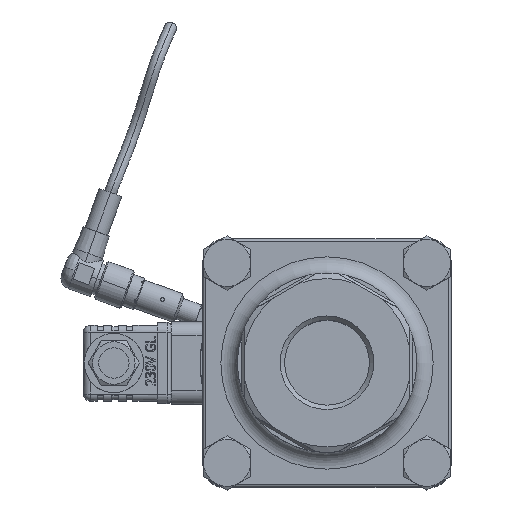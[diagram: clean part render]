
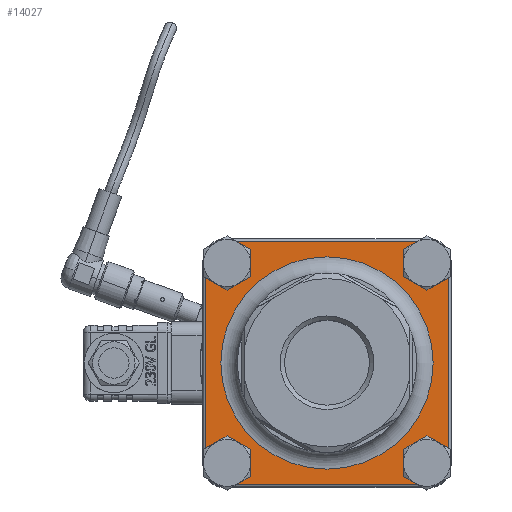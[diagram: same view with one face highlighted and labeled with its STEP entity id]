
A CAD part, top view. The second image highlights one B-rep face of the part: STEP entity #14027.
In plain terms, the highlighted planar face has unit normal (0, 0, 1).
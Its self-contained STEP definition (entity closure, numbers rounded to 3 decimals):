
#1005=FACE_BOUND('',#1985,.T.);
#1178=FACE_OUTER_BOUND('',#1984,.T.);
#1984=EDGE_LOOP('',(#9187,#9188,#9189,#9190,#9191,#9192,#9193,#9194,#9195,
#9196));
#1985=EDGE_LOOP('',(#9197));
#2810=LINE('',#19966,#3856);
#2811=LINE('',#19972,#3857);
#2812=LINE('',#19978,#3858);
#2813=LINE('',#19981,#3859);
#3856=VECTOR('',#16388,10.);
#3857=VECTOR('',#16393,10.);
#3858=VECTOR('',#16398,10.);
#3859=VECTOR('',#16401,10.);
#4916=CIRCLE('',#14952,7.8);
#4919=CIRCLE('',#14957,7.8);
#4920=CIRCLE('',#14958,7.8);
#4921=CIRCLE('',#14959,7.8);
#4922=CIRCLE('',#14960,7.8);
#4923=CIRCLE('',#14961,7.8);
#4924=CIRCLE('',#14962,38.5);
#5416=VERTEX_POINT('',#19844);
#5420=VERTEX_POINT('',#19852);
#5445=VERTEX_POINT('',#19965);
#5446=VERTEX_POINT('',#19967);
#5447=VERTEX_POINT('',#19969);
#5448=VERTEX_POINT('',#19971);
#5449=VERTEX_POINT('',#19973);
#5450=VERTEX_POINT('',#19975);
#5451=VERTEX_POINT('',#19977);
#5452=VERTEX_POINT('',#19979);
#5453=VERTEX_POINT('',#19982);
#6880=EDGE_CURVE('',#5420,#5416,#4916,.T.);
#6884=EDGE_CURVE('',#5445,#5416,#2810,.T.);
#6885=EDGE_CURVE('',#5445,#5446,#4919,.T.);
#6886=EDGE_CURVE('',#5446,#5447,#4920,.T.);
#6887=EDGE_CURVE('',#5448,#5447,#2811,.T.);
#6888=EDGE_CURVE('',#5448,#5449,#4921,.T.);
#6889=EDGE_CURVE('',#5449,#5450,#4922,.T.);
#6890=EDGE_CURVE('',#5451,#5450,#2812,.T.);
#6891=EDGE_CURVE('',#5451,#5452,#4923,.T.);
#6892=EDGE_CURVE('',#5420,#5452,#2813,.T.);
#6893=EDGE_CURVE('',#5453,#5453,#4924,.T.);
#9187=ORIENTED_EDGE('',*,*,#6880,.T.);
#9188=ORIENTED_EDGE('',*,*,#6884,.F.);
#9189=ORIENTED_EDGE('',*,*,#6885,.T.);
#9190=ORIENTED_EDGE('',*,*,#6886,.T.);
#9191=ORIENTED_EDGE('',*,*,#6887,.F.);
#9192=ORIENTED_EDGE('',*,*,#6888,.T.);
#9193=ORIENTED_EDGE('',*,*,#6889,.T.);
#9194=ORIENTED_EDGE('',*,*,#6890,.F.);
#9195=ORIENTED_EDGE('',*,*,#6891,.T.);
#9196=ORIENTED_EDGE('',*,*,#6892,.F.);
#9197=ORIENTED_EDGE('',*,*,#6893,.F.);
#12803=PLANE('',#14956);
#14027=ADVANCED_FACE('',(#1178,#1005),#12803,.T.);
#14952=AXIS2_PLACEMENT_3D('',#19959,#16377,#16378);
#14956=AXIS2_PLACEMENT_3D('',#19964,#16386,#16387);
#14957=AXIS2_PLACEMENT_3D('',#19968,#16389,#16390);
#14958=AXIS2_PLACEMENT_3D('',#19970,#16391,#16392);
#14959=AXIS2_PLACEMENT_3D('',#19974,#16394,#16395);
#14960=AXIS2_PLACEMENT_3D('',#19976,#16396,#16397);
#14961=AXIS2_PLACEMENT_3D('',#19980,#16399,#16400);
#14962=AXIS2_PLACEMENT_3D('',#19983,#16402,#16403);
#16377=DIRECTION('center_axis',(0.,0.,-1.));
#16378=DIRECTION('ref_axis',(0.,1.,0.));
#16386=DIRECTION('center_axis',(0.,0.,1.));
#16387=DIRECTION('ref_axis',(1.,0.,0.));
#16388=DIRECTION('',(0.,-1.,0.));
#16389=DIRECTION('center_axis',(0.,0.,-1.));
#16390=DIRECTION('ref_axis',(0.,1.,0.));
#16391=DIRECTION('center_axis',(0.,0.,-1.));
#16392=DIRECTION('ref_axis',(0.,1.,0.));
#16393=DIRECTION('',(1.,0.,0.));
#16394=DIRECTION('center_axis',(0.,0.,-1.));
#16395=DIRECTION('ref_axis',(0.,1.,0.));
#16396=DIRECTION('center_axis',(0.,0.,-1.));
#16397=DIRECTION('ref_axis',(0.,1.,0.));
#16398=DIRECTION('',(0.,1.,0.));
#16399=DIRECTION('center_axis',(0.,0.,-1.));
#16400=DIRECTION('ref_axis',(0.,1.,0.));
#16401=DIRECTION('',(-1.,0.,0.));
#16402=DIRECTION('center_axis',(0.,0.,1.));
#16403=DIRECTION('ref_axis',(-1.,0.,0.));
#19844=CARTESIAN_POINT('',(44.,-35.368,15.));
#19852=CARTESIAN_POINT('',(35.368,-44.,15.));
#19959=CARTESIAN_POINT('Origin',(36.25,-36.25,15.));
#19964=CARTESIAN_POINT('Origin',(0.,0.,
15.));
#19965=CARTESIAN_POINT('',(44.,35.368,15.));
#19966=CARTESIAN_POINT('',(44.,22.5,15.));
#19967=CARTESIAN_POINT('',(36.25,28.45,15.));
#19968=CARTESIAN_POINT('Origin',(36.25,36.25,15.));
#19969=CARTESIAN_POINT('',(35.368,44.,15.));
#19970=CARTESIAN_POINT('Origin',(36.25,36.25,15.));
#19971=CARTESIAN_POINT('',(-35.368,44.,15.));
#19972=CARTESIAN_POINT('',(-22.5,44.,15.));
#19973=CARTESIAN_POINT('',(-36.25,28.45,15.));
#19974=CARTESIAN_POINT('Origin',(-36.25,36.25,15.));
#19975=CARTESIAN_POINT('',(-44.,35.368,15.));
#19976=CARTESIAN_POINT('Origin',(-36.25,36.25,15.));
#19977=CARTESIAN_POINT('',(-44.,-35.368,15.));
#19978=CARTESIAN_POINT('',(-44.,-22.5,15.));
#19979=CARTESIAN_POINT('',(-35.368,-44.,15.));
#19980=CARTESIAN_POINT('Origin',(-36.25,-36.25,15.));
#19981=CARTESIAN_POINT('',(22.5,-44.,15.));
#19982=CARTESIAN_POINT('',(-38.5,0.,15.));
#19983=CARTESIAN_POINT('Origin',(0.,0.,15.));
